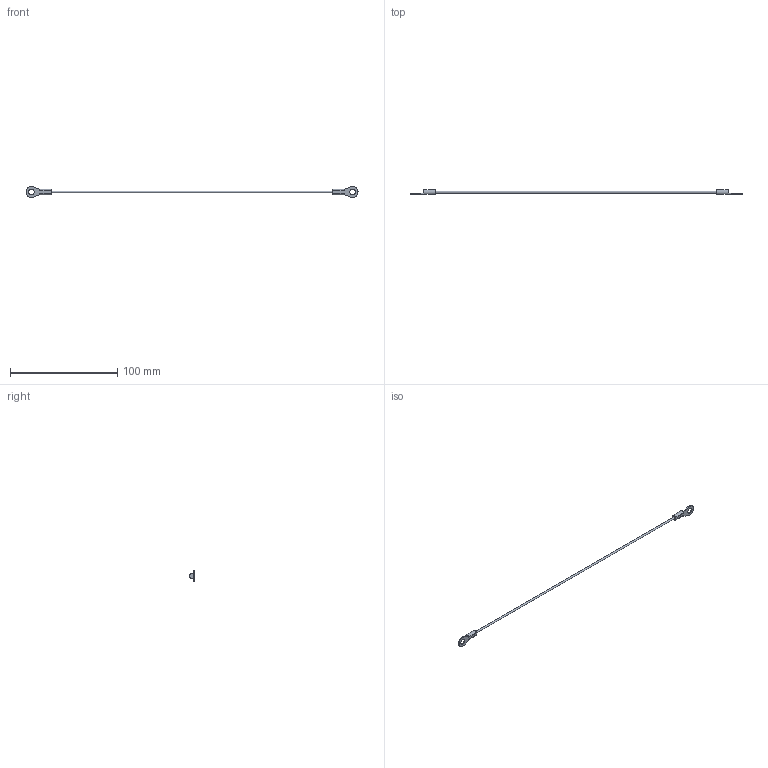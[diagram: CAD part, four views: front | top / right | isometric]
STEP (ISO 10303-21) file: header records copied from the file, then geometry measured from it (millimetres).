
FILE_DESCRIPTION( ( 'STEP AP214' ), '1' );
FILE_NAME( 'K0367.1300.stp', '2020-12-03T15:16:08', ( '' ), ( '' ), ' ', 'PARTsolutions', ' ' );
FILE_SCHEMA( ( 'AUTOMOTIVE_DESIGN { 1 0 10303 214 1 1 1 1 }' ) );
Length unit declared in the file: millimetre
Products named in the file (1): _K0367.1300
Bounding box: 310 x 4.6 x 10 mm (x, y, z)
Volume: 1081.9 mm3; surface area: 2126.7 mm2
Topology: 1 solids, 1 shells, 27 faces, 65 edges, 42 vertices
Faces by surface type: plane 16, cylinder 11
Full cylindrical faces by diameter (mm): 1.6 x1, 5.4 x2
Entity records: 1018 total; most frequent: DIRECTION 144, CARTESIAN_POINT 132, ORIENTED_EDGE 124, EDGE_CURVE 62, AXIS2_PLACEMENT_3D 54, VERTEX_POINT 42, EDGE_LOOP 36, LINE 36
